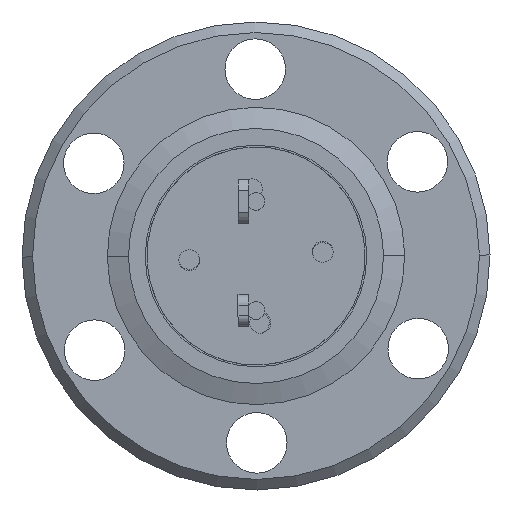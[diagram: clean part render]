
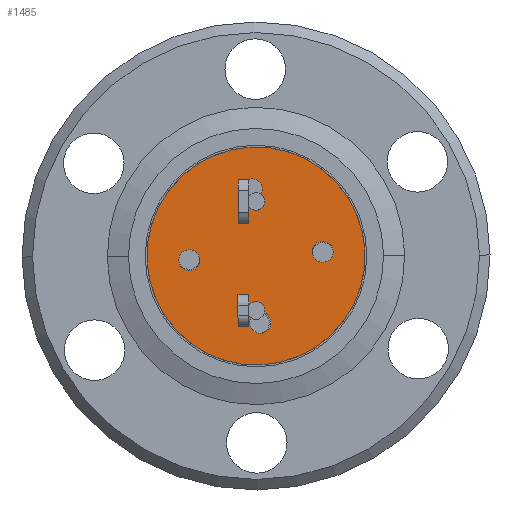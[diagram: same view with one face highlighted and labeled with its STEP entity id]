
A CAD part, front view. The second image highlights one B-rep face of the part: STEP entity #1485.
In plain terms, the highlighted planar face has unit normal (0, -1, 0).
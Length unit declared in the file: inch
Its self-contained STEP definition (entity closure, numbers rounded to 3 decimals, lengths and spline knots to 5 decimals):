
#13 = EDGE_LOOP ( 'NONE', ( #900, #3171, #4928, #2899 ) ) ;
#17 = VERTEX_POINT ( 'NONE', #1312 ) ;
#19 = EDGE_CURVE ( 'NONE', #553, #545, #1713, .T. ) ;
#49 = EDGE_CURVE ( 'NONE', #2375, #3254, #2184, .T. ) ;
#92 = CARTESIAN_POINT ( 'NONE',  ( -0.01407, -2.15228, 0.21955 ) ) ;
#113 = ORIENTED_EDGE ( 'NONE', *, *, #3707, .F. ) ;
#115 = CARTESIAN_POINT ( 'NONE',  ( -0.18961, -2.15228, -0.01215 ) ) ;
#136 = DIRECTION ( 'NONE',  ( 0., -1., 0. ) ) ;
#153 = DIRECTION ( 'NONE',  ( 0., 0., 1. ) ) ;
#166 = VERTEX_POINT ( 'NONE', #1561 ) ;
#227 = FACE_BOUND ( 'NONE', #437, .T. ) ;
#238 = EDGE_CURVE ( 'NONE', #4921, #17, #4596, .T. ) ;
#262 = DIRECTION ( 'NONE',  ( 0., 1., 0. ) ) ;
#354 = DIRECTION ( 'NONE',  ( 0., 1., 0. ) ) ;
#437 = EDGE_LOOP ( 'NONE', ( #2757, #3018 ) ) ;
#481 = ORIENTED_EDGE ( 'NONE', *, *, #3298, .T. ) ;
#545 = VERTEX_POINT ( 'NONE', #1256 ) ;
#551 = EDGE_CURVE ( 'NONE', #4271, #1267, #3108, .T. ) ;
#553 = VERTEX_POINT ( 'NONE', #1050 ) ;
#587 = CIRCLE ( 'NONE', #1792, 0.025 ) ;
#595 = DIRECTION ( 'NONE',  ( 0., 1., 0. ) ) ;
#605 = VERTEX_POINT ( 'NONE', #4781 ) ;
#675 = DIRECTION ( 'NONE',  ( 0., 0., 1. ) ) ;
#715 = CARTESIAN_POINT ( 'NONE',  ( -0.18961, -2.15228, -0.01215 ) ) ;
#716 = CIRCLE ( 'NONE', #1094, 0.025 ) ;
#722 = AXIS2_PLACEMENT_3D ( 'NONE', #947, #2862, #2154 ) ;
#748 = AXIS2_PLACEMENT_3D ( 'NONE', #115, #1737, #3525 ) ;
#783 = VERTEX_POINT ( 'NONE', #2280 ) ;
#826 = DIRECTION ( 'NONE',  ( 0., -1., 0. ) ) ;
#900 = ORIENTED_EDGE ( 'NONE', *, *, #1040, .T. ) ;
#937 = CIRCLE ( 'NONE', #4126, 0.03 ) ;
#947 = CARTESIAN_POINT ( 'NONE',  ( 0.18961, -2.15228, 0.01215 ) ) ;
#954 = EDGE_CURVE ( 'NONE', #783, #605, #3342, .T. ) ;
#962 = DIRECTION ( 'NONE',  ( 0., 1., 0. ) ) ;
#1040 = EDGE_CURVE ( 'NONE', #17, #2549, #5090, .T. ) ;
#1050 = CARTESIAN_POINT ( 'NONE',  ( -0.19153, -2.15228, 0.01778 ) ) ;
#1094 = AXIS2_PLACEMENT_3D ( 'NONE', #3783, #3389, #4978 ) ;
#1141 = FACE_BOUND ( 'NONE', #13, .T. ) ;
#1177 = EDGE_CURVE ( 'NONE', #605, #1267, #2234, .T. ) ;
#1256 = CARTESIAN_POINT ( 'NONE',  ( -0.18769, -2.15228, -0.04209 ) ) ;
#1267 = VERTEX_POINT ( 'NONE', #1680 ) ;
#1284 = DIRECTION ( 'NONE',  ( 0., 1., 0. ) ) ;
#1312 = CARTESIAN_POINT ( 'NONE',  ( -0.02399, -2.15228, 0.16204 ) ) ;
#1336 = VERTEX_POINT ( 'NONE', #2097 ) ;
#1337 = CARTESIAN_POINT ( 'NONE',  ( 0.19153, -2.15228, -0.01778 ) ) ;
#1458 = EDGE_LOOP ( 'NONE', ( #113, #1646 ) ) ;
#1485 = ADVANCED_FACE ( 'NONE', ( #2299, #227, #3336, #2169, #1141 ), #1659, .F. ) ;
#1561 = CARTESIAN_POINT ( 'NONE',  ( 0.01983, -2.15228, -0.30937 ) ) ;
#1635 = CARTESIAN_POINT ( 'NONE',  ( 0.02227, -2.15228, 0.14364 ) ) ;
#1646 = ORIENTED_EDGE ( 'NONE', *, *, #5079, .F. ) ;
#1659 = PLANE ( 'NONE',  #2046 ) ;
#1680 = CARTESIAN_POINT ( 'NONE',  ( -0.01432, -2.15228, -0.17549 ) ) ;
#1713 = CIRCLE ( 'NONE', #1886, 0.03 ) ;
#1718 = CARTESIAN_POINT ( 'NONE',  ( 0.18769, -2.15228, 0.04209 ) ) ;
#1724 = CARTESIAN_POINT ( 'NONE',  ( -0.01215, -2.15228, 0.18961 ) ) ;
#1737 = DIRECTION ( 'NONE',  ( 0., 1., 0. ) ) ;
#1792 = AXIS2_PLACEMENT_3D ( 'NONE', #3302, #962, #675 ) ;
#1797 = DIRECTION ( 'NONE',  ( 0., 1., 0. ) ) ;
#1844 = DIRECTION ( 'NONE',  ( 0., 1., 0. ) ) ;
#1886 = AXIS2_PLACEMENT_3D ( 'NONE', #715, #595, #3731 ) ;
#1904 = ORIENTED_EDGE ( 'NONE', *, *, #19, .T. ) ;
#1959 = CARTESIAN_POINT ( 'NONE',  ( 0.02399, -2.15228, -0.16204 ) ) ;
#1993 = DIRECTION ( 'NONE',  ( -0.064, 0., 0.998 ) ) ;
#2014 = EDGE_CURVE ( 'NONE', #4271, #783, #716, .T. ) ;
#2043 = CIRCLE ( 'NONE', #722, 0.03 ) ;
#2046 = AXIS2_PLACEMENT_3D ( 'NONE', #3201, #1284, #2831 ) ;
#2051 = AXIS2_PLACEMENT_3D ( 'NONE', #4598, #3991, #4705 ) ;
#2097 = CARTESIAN_POINT ( 'NONE',  ( 0.01432, -2.15228, 0.17549 ) ) ;
#2101 = CARTESIAN_POINT ( 'NONE',  ( 0., -2.15228, -0.155 ) ) ;
#2154 = DIRECTION ( 'NONE',  ( -0.064, 0., 0.998 ) ) ;
#2169 = FACE_OUTER_BOUND ( 'NONE', #1458, .T. ) ;
#2184 = CIRCLE ( 'NONE', #3621, 0.03 ) ;
#2203 = EDGE_LOOP ( 'NONE', ( #1904, #481 ) ) ;
#2234 = CIRCLE ( 'NONE', #3522, 0.025 ) ;
#2238 = ORIENTED_EDGE ( 'NONE', *, *, #1177, .F. ) ;
#2248 = EDGE_CURVE ( 'NONE', #1336, #4921, #587, .T. ) ;
#2280 = CARTESIAN_POINT ( 'NONE',  ( 0.02435, -2.15228, -0.14935 ) ) ;
#2299 = FACE_BOUND ( 'NONE', #4931, .T. ) ;
#2368 = DIRECTION ( 'NONE',  ( -0.064, 0., 0.998 ) ) ;
#2375 = VERTEX_POINT ( 'NONE', #1337 ) ;
#2389 = DIRECTION ( 'NONE',  ( 0., 1., 0. ) ) ;
#2419 = AXIS2_PLACEMENT_3D ( 'NONE', #3090, #354, #2368 ) ;
#2518 = ORIENTED_EDGE ( 'NONE', *, *, #551, .T. ) ;
#2549 = VERTEX_POINT ( 'NONE', #92 ) ;
#2558 = CIRCLE ( 'NONE', #4393, 0.31 ) ;
#2757 = ORIENTED_EDGE ( 'NONE', *, *, #3050, .T. ) ;
#2831 = DIRECTION ( 'NONE',  ( -0.064, 0., 0.998 ) ) ;
#2862 = DIRECTION ( 'NONE',  ( 0., 1., 0. ) ) ;
#2899 = ORIENTED_EDGE ( 'NONE', *, *, #238, .T. ) ;
#2996 = DIRECTION ( 'NONE',  ( -0.064, 0., 0.998 ) ) ;
#3006 = CARTESIAN_POINT ( 'NONE',  ( -0.01983, -2.15228, 0.30937 ) ) ;
#3018 = ORIENTED_EDGE ( 'NONE', *, *, #49, .T. ) ;
#3024 = CIRCLE ( 'NONE', #3664, 0.31 ) ;
#3036 = CARTESIAN_POINT ( 'NONE',  ( 0.01215, -2.15228, -0.18961 ) ) ;
#3046 = DIRECTION ( 'NONE',  ( -0.064, 0., 0.998 ) ) ;
#3050 = EDGE_CURVE ( 'NONE', #3254, #2375, #2043, .T. ) ;
#3090 = CARTESIAN_POINT ( 'NONE',  ( -0.01215, -2.15228, 0.18961 ) ) ;
#3108 = CIRCLE ( 'NONE', #4493, 0.03 ) ;
#3162 = ORIENTED_EDGE ( 'NONE', *, *, #954, .F. ) ;
#3171 = ORIENTED_EDGE ( 'NONE', *, *, #3770, .T. ) ;
#3201 = CARTESIAN_POINT ( 'NONE',  ( 0., -2.15228, 0. ) ) ;
#3254 = VERTEX_POINT ( 'NONE', #1718 ) ;
#3298 = EDGE_CURVE ( 'NONE', #545, #553, #3817, .T. ) ;
#3302 = CARTESIAN_POINT ( 'NONE',  ( 0., -2.15228, 0.155 ) ) ;
#3336 = FACE_BOUND ( 'NONE', #2203, .T. ) ;
#3342 = CIRCLE ( 'NONE', #4519, 0.025 ) ;
#3375 = ORIENTED_EDGE ( 'NONE', *, *, #2014, .F. ) ;
#3389 = DIRECTION ( 'NONE',  ( 0., -1., 0. ) ) ;
#3522 = AXIS2_PLACEMENT_3D ( 'NONE', #2101, #136, #153 ) ;
#3525 = DIRECTION ( 'NONE',  ( -0.064, 0., 0.998 ) ) ;
#3621 = AXIS2_PLACEMENT_3D ( 'NONE', #4212, #262, #3046 ) ;
#3664 = AXIS2_PLACEMENT_3D ( 'NONE', #4153, #3742, #4005 ) ;
#3707 = EDGE_CURVE ( 'NONE', #166, #4686, #3024, .T. ) ;
#3731 = DIRECTION ( 'NONE',  ( -0.064, 0., 0.998 ) ) ;
#3742 = DIRECTION ( 'NONE',  ( 0., 1., 0. ) ) ;
#3770 = EDGE_CURVE ( 'NONE', #2549, #1336, #937, .T. ) ;
#3783 = CARTESIAN_POINT ( 'NONE',  ( 0., -2.15228, -0.155 ) ) ;
#3817 = CIRCLE ( 'NONE', #748, 0.03 ) ;
#3991 = DIRECTION ( 'NONE',  ( 0., 1., 0. ) ) ;
#4005 = DIRECTION ( 'NONE',  ( -0.064, 0., 0.998 ) ) ;
#4045 = CARTESIAN_POINT ( 'NONE',  ( 0., -2.15228, -0.155 ) ) ;
#4126 = AXIS2_PLACEMENT_3D ( 'NONE', #1724, #2389, #1993 ) ;
#4137 = CARTESIAN_POINT ( 'NONE',  ( 0., -2.15228, 0. ) ) ;
#4153 = CARTESIAN_POINT ( 'NONE',  ( 0., -2.15228, 0. ) ) ;
#4212 = CARTESIAN_POINT ( 'NONE',  ( 0.18961, -2.15228, 0.01215 ) ) ;
#4271 = VERTEX_POINT ( 'NONE', #1959 ) ;
#4393 = AXIS2_PLACEMENT_3D ( 'NONE', #4137, #1797, #4535 ) ;
#4444 = DIRECTION ( 'NONE',  ( 0., 0., 1. ) ) ;
#4493 = AXIS2_PLACEMENT_3D ( 'NONE', #3036, #1844, #2996 ) ;
#4519 = AXIS2_PLACEMENT_3D ( 'NONE', #4045, #826, #4444 ) ;
#4535 = DIRECTION ( 'NONE',  ( -0.064, 0., 0.998 ) ) ;
#4596 = CIRCLE ( 'NONE', #2051, 0.025 ) ;
#4598 = CARTESIAN_POINT ( 'NONE',  ( 0., -2.15228, 0.155 ) ) ;
#4686 = VERTEX_POINT ( 'NONE', #3006 ) ;
#4705 = DIRECTION ( 'NONE',  ( 0., 0., 1. ) ) ;
#4781 = CARTESIAN_POINT ( 'NONE',  ( -0.02435, -2.15228, -0.16065 ) ) ;
#4921 = VERTEX_POINT ( 'NONE', #1635 ) ;
#4928 = ORIENTED_EDGE ( 'NONE', *, *, #2248, .T. ) ;
#4931 = EDGE_LOOP ( 'NONE', ( #3375, #2518, #2238, #3162 ) ) ;
#4978 = DIRECTION ( 'NONE',  ( 0., 0., 1. ) ) ;
#5079 = EDGE_CURVE ( 'NONE', #4686, #166, #2558, .T. ) ;
#5090 = CIRCLE ( 'NONE', #2419, 0.03 ) ;
